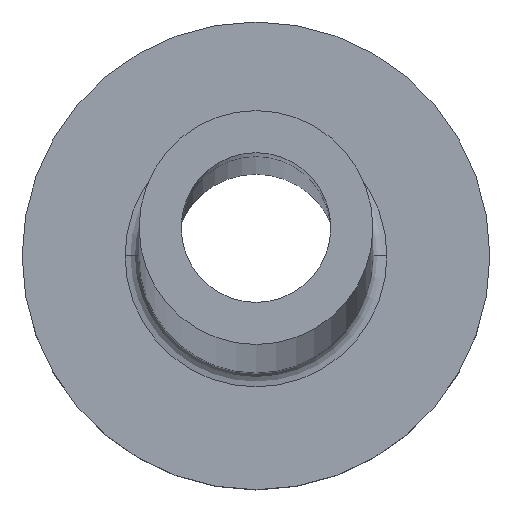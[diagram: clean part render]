
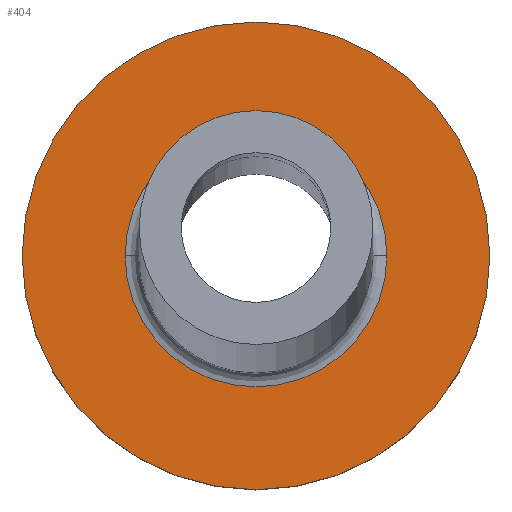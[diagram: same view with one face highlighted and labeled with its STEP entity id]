
A CAD part, top view. The second image highlights one B-rep face of the part: STEP entity #404.
In plain terms, the highlighted planar face has unit normal (0, 0, 1).
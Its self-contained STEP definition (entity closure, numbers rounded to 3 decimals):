
#8 = CIRCLE ( 'NONE', #381, 2.8 ) ;
#28 = VERTEX_POINT ( 'NONE', #172 ) ;
#46 = AXIS2_PLACEMENT_3D ( 'NONE', #133, #391, #394 ) ;
#50 = FACE_BOUND ( 'NONE', #171, .T. ) ;
#64 = CIRCLE ( 'NONE', #46, 2.8 ) ;
#69 = ORIENTED_EDGE ( 'NONE', *, *, #146, .T. ) ;
#76 = ORIENTED_EDGE ( 'NONE', *, *, #108, .T. ) ;
#99 = AXIS2_PLACEMENT_3D ( 'NONE', #315, #181, #363 ) ;
#108 = EDGE_CURVE ( 'NONE', #28, #128, #8, .T. ) ;
#111 = VERTEX_POINT ( 'NONE', #287 ) ;
#128 = VERTEX_POINT ( 'NONE', #328 ) ;
#133 = CARTESIAN_POINT ( 'NONE',  ( 0., 0., 3. ) ) ;
#146 = EDGE_CURVE ( 'NONE', #302, #111, #432, .T. ) ;
#151 = CIRCLE ( 'NONE', #360, 5. ) ;
#171 = EDGE_LOOP ( 'NONE', ( #217, #76 ) ) ;
#172 = CARTESIAN_POINT ( 'NONE',  ( -2.8, 0., 3. ) ) ;
#181 = DIRECTION ( 'NONE',  ( 0., 0., 1. ) ) ;
#207 = FACE_OUTER_BOUND ( 'NONE', #257, .T. ) ;
#213 = DIRECTION ( 'NONE',  ( 1., 0., 0. ) ) ;
#217 = ORIENTED_EDGE ( 'NONE', *, *, #332, .T. ) ;
#245 = DIRECTION ( 'NONE',  ( 1., 0., 0. ) ) ;
#256 = PLANE ( 'NONE',  #99 ) ;
#257 = EDGE_LOOP ( 'NONE', ( #453, #69 ) ) ;
#283 = DIRECTION ( 'NONE',  ( 0., 0., 1. ) ) ;
#287 = CARTESIAN_POINT ( 'NONE',  ( -5., 0., 3. ) ) ;
#298 = AXIS2_PLACEMENT_3D ( 'NONE', #407, #283, #213 ) ;
#302 = VERTEX_POINT ( 'NONE', #461 ) ;
#315 = CARTESIAN_POINT ( 'NONE',  ( 0., 0., 3. ) ) ;
#327 = DIRECTION ( 'NONE',  ( 1., 0., 0. ) ) ;
#328 = CARTESIAN_POINT ( 'NONE',  ( 2.8, 0., 3. ) ) ;
#332 = EDGE_CURVE ( 'NONE', #128, #28, #64, .T. ) ;
#346 = CARTESIAN_POINT ( 'NONE',  ( 0., 0., 3. ) ) ;
#360 = AXIS2_PLACEMENT_3D ( 'NONE', #375, #445, #327 ) ;
#363 = DIRECTION ( 'NONE',  ( 1., 0., 0. ) ) ;
#375 = CARTESIAN_POINT ( 'NONE',  ( 0., 0., 3. ) ) ;
#381 = AXIS2_PLACEMENT_3D ( 'NONE', #346, #401, #245 ) ;
#391 = DIRECTION ( 'NONE',  ( 0., 0., -1. ) ) ;
#394 = DIRECTION ( 'NONE',  ( 1., 0., 0. ) ) ;
#401 = DIRECTION ( 'NONE',  ( 0., 0., -1. ) ) ;
#404 = ADVANCED_FACE ( 'NONE', ( #50, #207 ), #256, .T. ) ;
#407 = CARTESIAN_POINT ( 'NONE',  ( 0., 0., 3. ) ) ;
#417 = EDGE_CURVE ( 'NONE', #111, #302, #151, .T. ) ;
#432 = CIRCLE ( 'NONE', #298, 5. ) ;
#445 = DIRECTION ( 'NONE',  ( 0., 0., 1. ) ) ;
#453 = ORIENTED_EDGE ( 'NONE', *, *, #417, .T. ) ;
#461 = CARTESIAN_POINT ( 'NONE',  ( 5., 0., 3. ) ) ;
